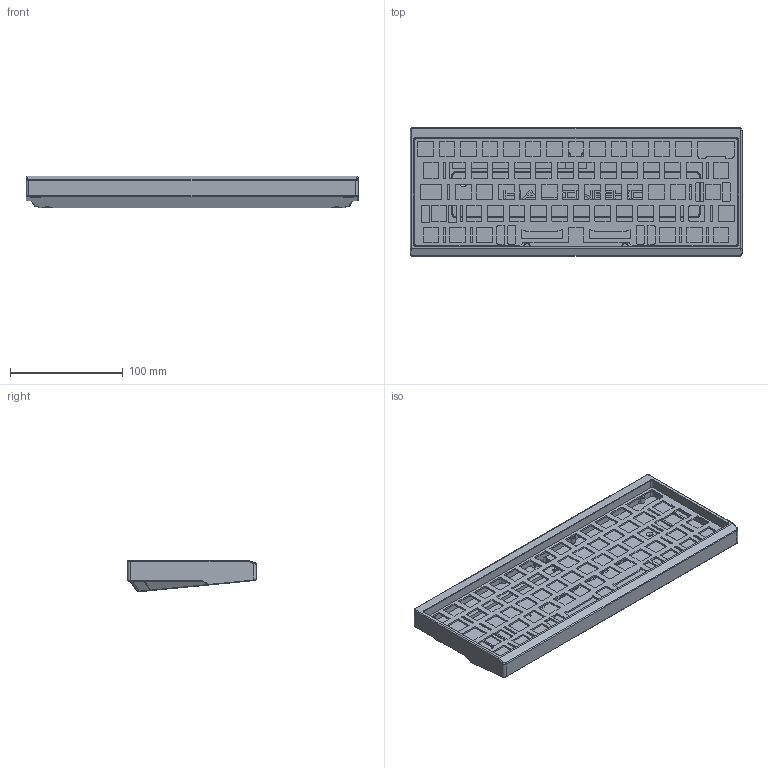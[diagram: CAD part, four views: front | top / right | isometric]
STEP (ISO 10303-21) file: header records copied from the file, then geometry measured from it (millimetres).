
FILE_DESCRIPTION(/* description */ (''),/* implementation_level */ '2;1');
FILE_NAME(/* name */ 'halineko w plate.step',/* time_stamp */ '2022-01-09T21:41:49-05:00',/* author */ (''),/* organization */ (''),/* preprocessor_version */ 'ST-DEVELOPER v18.1',/* originating_system */ 'Autodesk Translation Framework v10.10.0.1391',/* authorisation */ '');
FILE_SCHEMA (('AUTOMOTIVE_DESIGN { 1 0 10303 214 3 1 1 }'));
Length unit declared in the file: millimetre
Products named in the file (1): halineko1.1
Bounding box: 294.3 x 114.2 x 27.99 mm (x, y, z)
Volume: 291221.6 mm3; surface area: 150676.4 mm2
Topology: 3 solids, 3 shells, 1122 faces, 3180 edges, 2086 vertices
Faces by surface type: plane 562, cylinder 443, bspline 59, cone 56, torus 2
Full cylindrical faces by diameter (mm): 1.623 x4, 2.529 x4, 8.5 x4
Entity records: 37618 total; most frequent: CARTESIAN_POINT 7696, ORIENTED_EDGE 6360, DIRECTION 6109, EDGE_CURVE 3180, LINE 2109, VECTOR 2109, VERTEX_POINT 2086, AXIS2_PLACEMENT_3D 2000
